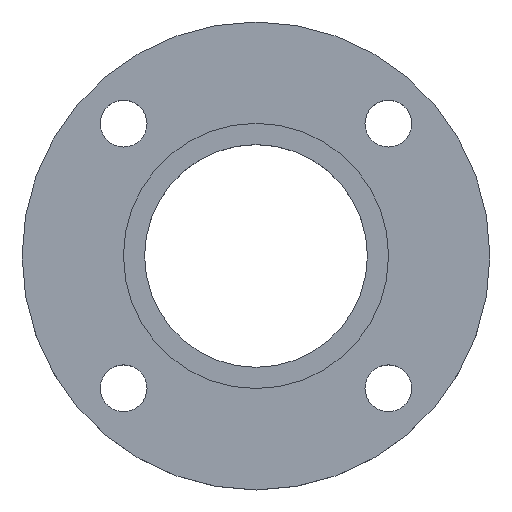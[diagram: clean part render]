
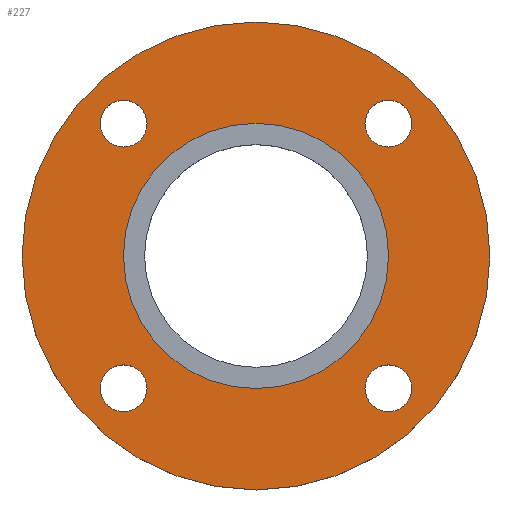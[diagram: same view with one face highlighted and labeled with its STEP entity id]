
A CAD part, top view. The second image highlights one B-rep face of the part: STEP entity #227.
In plain terms, the highlighted planar face has unit normal (0, 0, 1).
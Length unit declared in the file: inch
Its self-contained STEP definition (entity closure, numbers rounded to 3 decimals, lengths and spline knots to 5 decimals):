
#1 = ORIENTED_EDGE ( 'NONE', *, *, #27, .F. ) ;
#24 = VERTEX_POINT ( 'NONE', #271 ) ;
#27 = EDGE_CURVE ( 'NONE', #153, #296, #458, .T. ) ;
#32 = DIRECTION ( 'NONE',  ( -1., 0., 0. ) ) ;
#35 = VERTEX_POINT ( 'NONE', #594 ) ;
#36 = DIRECTION ( 'NONE',  ( 1., 0., 0. ) ) ;
#43 = EDGE_LOOP ( 'NONE', ( #396, #150 ) ) ;
#51 = CIRCLE ( 'NONE', #498, 0.375 ) ;
#52 = DIRECTION ( 'NONE',  ( 1., 0., 0. ) ) ;
#70 = VERTEX_POINT ( 'NONE', #708 ) ;
#71 = EDGE_CURVE ( 'NONE', #531, #24, #73, .T. ) ;
#73 = CIRCLE ( 'NONE', #414, 2.125 ) ;
#77 = AXIS2_PLACEMENT_3D ( 'NONE', #270, #524, #582 ) ;
#83 = ORIENTED_EDGE ( 'NONE', *, *, #71, .T. ) ;
#84 = FACE_BOUND ( 'NONE', #577, .T. ) ;
#87 = EDGE_CURVE ( 'NONE', #102, #70, #566, .T. ) ;
#95 = ORIENTED_EDGE ( 'NONE', *, *, #571, .F. ) ;
#102 = VERTEX_POINT ( 'NONE', #196 ) ;
#105 = EDGE_CURVE ( 'NONE', #141, #217, #654, .T. ) ;
#110 = CIRCLE ( 'NONE', #447, 0.375 ) ;
#121 = DIRECTION ( 'NONE',  ( 0., 0., 1. ) ) ;
#132 = ORIENTED_EDGE ( 'NONE', *, *, #332, .F. ) ;
#134 = AXIS2_PLACEMENT_3D ( 'NONE', #495, #542, #52 ) ;
#141 = VERTEX_POINT ( 'NONE', #619 ) ;
#143 = CARTESIAN_POINT ( 'NONE',  ( 2.12132, -2.12132, -0.0625 ) ) ;
#150 = ORIENTED_EDGE ( 'NONE', *, *, #526, .F. ) ;
#153 = VERTEX_POINT ( 'NONE', #455 ) ;
#154 = DIRECTION ( 'NONE',  ( 0., 0., 1. ) ) ;
#166 = DIRECTION ( 'NONE',  ( 0., -1., 0. ) ) ;
#168 = AXIS2_PLACEMENT_3D ( 'NONE', #429, #521, #32 ) ;
#178 = FACE_OUTER_BOUND ( 'NONE', #504, .T. ) ;
#182 = DIRECTION ( 'NONE',  ( 1., 0., 0. ) ) ;
#196 = CARTESIAN_POINT ( 'NONE',  ( 1.74632, 2.12132, -0.0625 ) ) ;
#207 = DIRECTION ( 'NONE',  ( 1., 0., 0. ) ) ;
#210 = DIRECTION ( 'NONE',  ( 0., 0., 1. ) ) ;
#213 = DIRECTION ( 'NONE',  ( 1., 0., 0. ) ) ;
#217 = VERTEX_POINT ( 'NONE', #609 ) ;
#222 = CARTESIAN_POINT ( 'NONE',  ( 0., 0., -0.0625 ) ) ;
#224 = CARTESIAN_POINT ( 'NONE',  ( 0., 0., -0.0625 ) ) ;
#227 = ADVANCED_FACE ( 'NONE', ( #570, #84, #303, #284, #668, #178 ), #697, .T. ) ;
#240 = AXIS2_PLACEMENT_3D ( 'NONE', #222, #547, #444 ) ;
#251 = EDGE_CURVE ( 'NONE', #515, #35, #368, .T. ) ;
#264 = EDGE_LOOP ( 'NONE', ( #95, #568 ) ) ;
#269 = CARTESIAN_POINT ( 'NONE',  ( -2.125, 0., -0.0625 ) ) ;
#270 = CARTESIAN_POINT ( 'NONE',  ( 0., 0., -0.0625 ) ) ;
#271 = CARTESIAN_POINT ( 'NONE',  ( 2.125, 0., -0.0625 ) ) ;
#278 = DIRECTION ( 'NONE',  ( 0., 1., 0. ) ) ;
#281 = CIRCLE ( 'NONE', #679, 0.375 ) ;
#283 = AXIS2_PLACEMENT_3D ( 'NONE', #607, #698, #490 ) ;
#284 = FACE_BOUND ( 'NONE', #551, .T. ) ;
#286 = AXIS2_PLACEMENT_3D ( 'NONE', #143, #121, #503 ) ;
#292 = VERTEX_POINT ( 'NONE', #430 ) ;
#296 = VERTEX_POINT ( 'NONE', #656 ) ;
#303 = FACE_BOUND ( 'NONE', #264, .T. ) ;
#304 = CIRCLE ( 'NONE', #457, 0.375 ) ;
#306 = DIRECTION ( 'NONE',  ( 0., 0., 1. ) ) ;
#319 = CARTESIAN_POINT ( 'NONE',  ( 2.12132, 2.12132, -0.0625 ) ) ;
#323 = CARTESIAN_POINT ( 'NONE',  ( -2.12132, 2.12132, -0.0625 ) ) ;
#332 = EDGE_CURVE ( 'NONE', #70, #102, #110, .T. ) ;
#368 = CIRCLE ( 'NONE', #510, 3.75 ) ;
#372 = ORIENTED_EDGE ( 'NONE', *, *, #408, .F. ) ;
#379 = CIRCLE ( 'NONE', #168, 0.375 ) ;
#385 = CARTESIAN_POINT ( 'NONE',  ( -3.75, 0., -0.0625 ) ) ;
#387 = EDGE_CURVE ( 'NONE', #624, #292, #281, .T. ) ;
#396 = ORIENTED_EDGE ( 'NONE', *, *, #105, .F. ) ;
#408 = EDGE_CURVE ( 'NONE', #296, #153, #379, .T. ) ;
#414 = AXIS2_PLACEMENT_3D ( 'NONE', #224, #438, #213 ) ;
#421 = CARTESIAN_POINT ( 'NONE',  ( 2.12132, 2.12132, -0.0625 ) ) ;
#429 = CARTESIAN_POINT ( 'NONE',  ( -2.12132, -2.12132, -0.0625 ) ) ;
#430 = CARTESIAN_POINT ( 'NONE',  ( -2.12132, 2.49632, -0.0625 ) ) ;
#438 = DIRECTION ( 'NONE',  ( 0., 0., -1. ) ) ;
#444 = DIRECTION ( 'NONE',  ( 1., 0., 0. ) ) ;
#447 = AXIS2_PLACEMENT_3D ( 'NONE', #319, #210, #207 ) ;
#451 = CARTESIAN_POINT ( 'NONE',  ( -2.12132, 1.74632, -0.0625 ) ) ;
#455 = CARTESIAN_POINT ( 'NONE',  ( -2.49632, -2.12132, -0.0625 ) ) ;
#457 = AXIS2_PLACEMENT_3D ( 'NONE', #605, #595, #166 ) ;
#458 = CIRCLE ( 'NONE', #283, 0.375 ) ;
#469 = DIRECTION ( 'NONE',  ( 0., 0., 1. ) ) ;
#479 = CARTESIAN_POINT ( 'NONE',  ( 0., 0., -0.0625 ) ) ;
#490 = DIRECTION ( 'NONE',  ( -1., 0., 0. ) ) ;
#491 = DIRECTION ( 'NONE',  ( 0., 0., 1. ) ) ;
#495 = CARTESIAN_POINT ( 'NONE',  ( 0., 0., -0.0625 ) ) ;
#498 = AXIS2_PLACEMENT_3D ( 'NONE', #323, #491, #278 ) ;
#503 = DIRECTION ( 'NONE',  ( 0., -1., 0. ) ) ;
#504 = EDGE_LOOP ( 'NONE', ( #629, #518 ) ) ;
#510 = AXIS2_PLACEMENT_3D ( 'NONE', #479, #154, #36 ) ;
#511 = EDGE_CURVE ( 'NONE', #24, #531, #702, .T. ) ;
#515 = VERTEX_POINT ( 'NONE', #385 ) ;
#518 = ORIENTED_EDGE ( 'NONE', *, *, #251, .T. ) ;
#521 = DIRECTION ( 'NONE',  ( 0., 0., 1. ) ) ;
#524 = DIRECTION ( 'NONE',  ( 0., 0., 1. ) ) ;
#526 = EDGE_CURVE ( 'NONE', #217, #141, #304, .T. ) ;
#531 = VERTEX_POINT ( 'NONE', #269 ) ;
#542 = DIRECTION ( 'NONE',  ( 0., 0., -1. ) ) ;
#547 = DIRECTION ( 'NONE',  ( 0., 0., 1. ) ) ;
#551 = EDGE_LOOP ( 'NONE', ( #132, #579 ) ) ;
#566 = CIRCLE ( 'NONE', #663, 0.375 ) ;
#568 = ORIENTED_EDGE ( 'NONE', *, *, #387, .F. ) ;
#570 = FACE_BOUND ( 'NONE', #43, .T. ) ;
#571 = EDGE_CURVE ( 'NONE', #292, #624, #51, .T. ) ;
#574 = CARTESIAN_POINT ( 'NONE',  ( -2.12132, 2.12132, -0.0625 ) ) ;
#577 = EDGE_LOOP ( 'NONE', ( #1, #372 ) ) ;
#579 = ORIENTED_EDGE ( 'NONE', *, *, #87, .F. ) ;
#582 = DIRECTION ( 'NONE',  ( 1., 0., 0. ) ) ;
#584 = ORIENTED_EDGE ( 'NONE', *, *, #511, .T. ) ;
#594 = CARTESIAN_POINT ( 'NONE',  ( 3.75, 0., -0.0625 ) ) ;
#595 = DIRECTION ( 'NONE',  ( 0., 0., 1. ) ) ;
#605 = CARTESIAN_POINT ( 'NONE',  ( 2.12132, -2.12132, -0.0625 ) ) ;
#607 = CARTESIAN_POINT ( 'NONE',  ( -2.12132, -2.12132, -0.0625 ) ) ;
#609 = CARTESIAN_POINT ( 'NONE',  ( 2.12132, -1.74632, -0.0625 ) ) ;
#611 = EDGE_CURVE ( 'NONE', #35, #515, #690, .T. ) ;
#619 = CARTESIAN_POINT ( 'NONE',  ( 2.12132, -2.49632, -0.0625 ) ) ;
#624 = VERTEX_POINT ( 'NONE', #451 ) ;
#629 = ORIENTED_EDGE ( 'NONE', *, *, #611, .T. ) ;
#654 = CIRCLE ( 'NONE', #286, 0.375 ) ;
#656 = CARTESIAN_POINT ( 'NONE',  ( -1.74632, -2.12132, -0.0625 ) ) ;
#663 = AXIS2_PLACEMENT_3D ( 'NONE', #421, #469, #182 ) ;
#668 = FACE_BOUND ( 'NONE', #701, .T. ) ;
#679 = AXIS2_PLACEMENT_3D ( 'NONE', #574, #306, #685 ) ;
#685 = DIRECTION ( 'NONE',  ( 0., 1., 0. ) ) ;
#690 = CIRCLE ( 'NONE', #240, 3.75 ) ;
#697 = PLANE ( 'NONE',  #77 ) ;
#698 = DIRECTION ( 'NONE',  ( 0., 0., 1. ) ) ;
#701 = EDGE_LOOP ( 'NONE', ( #584, #83 ) ) ;
#702 = CIRCLE ( 'NONE', #134, 2.125 ) ;
#708 = CARTESIAN_POINT ( 'NONE',  ( 2.49632, 2.12132, -0.0625 ) ) ;
